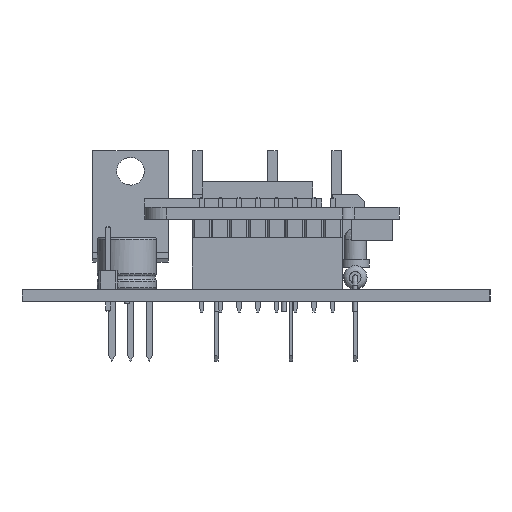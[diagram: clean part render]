
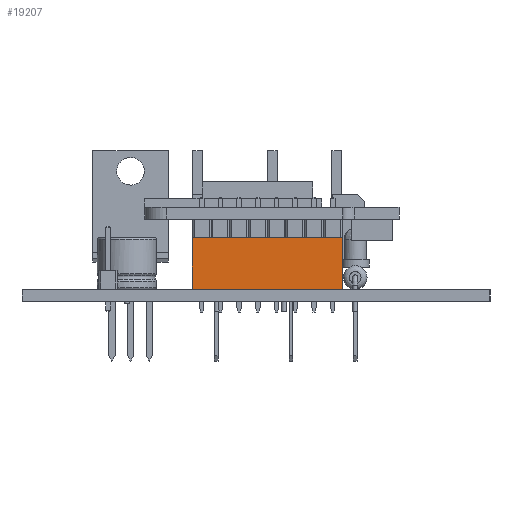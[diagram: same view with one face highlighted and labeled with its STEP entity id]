
A CAD part, left-side view. The second image highlights one B-rep face of the part: STEP entity #19207.
In plain terms, the highlighted free-form (B-spline) face has degree [1, 1] with [2, 2] control points.
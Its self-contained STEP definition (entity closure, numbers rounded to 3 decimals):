
#16399 = B_SPLINE_SURFACE_WITH_KNOTS('',1,1,(
    (#16400,#16401)
    ,(#16402,#16403
    )),.UNSPECIFIED.,.F.,.F.,.F.,(2,2),(2,2),(0.,2.54),(-7.,0.),
  .PIECEWISE_BEZIER_KNOTS.);
#16400 = CARTESIAN_POINT('',(-1.27,-19.05,7.));
#16401 = CARTESIAN_POINT('',(-1.27,-19.05,0.));
#16402 = CARTESIAN_POINT('',(1.27,-19.05,7.));
#16403 = CARTESIAN_POINT('',(1.27,-19.05,0.));
#16424 = B_SPLINE_SURFACE_WITH_KNOTS('',1,1,(
    (#16425,#16426)
    ,(#16427,#16428
  )),.UNSPECIFIED.,.F.,.F.,.F.,(2,2),(2,2),(-20.32,0.),(
    0.,2.54),.PIECEWISE_BEZIER_KNOTS.);
#16425 = CARTESIAN_POINT('',(1.27,1.27,7.));
#16426 = CARTESIAN_POINT('',(-1.27,1.27,7.));
#16427 = CARTESIAN_POINT('',(1.27,-19.05,7.));
#16428 = CARTESIAN_POINT('',(-1.27,-19.05,7.));
#16449 = B_SPLINE_SURFACE_WITH_KNOTS('',1,1,(
    (#16450,#16451)
    ,(#16452,#16453
    )),.UNSPECIFIED.,.F.,.F.,.F.,(2,2),(2,2),(0.,2.54),(-7.,0.),
  .PIECEWISE_BEZIER_KNOTS.);
#16450 = CARTESIAN_POINT('',(1.27,1.27,7.));
#16451 = CARTESIAN_POINT('',(1.27,1.27,0.));
#16452 = CARTESIAN_POINT('',(-1.27,1.27,7.));
#16453 = CARTESIAN_POINT('',(-1.27,1.27,0.));
#16487 = VERTEX_POINT('',#16488);
#16488 = CARTESIAN_POINT('',(-1.27,-19.05,0.));
#16502 = B_SPLINE_SURFACE_WITH_KNOTS('',1,1,(
    (#16503,#16504)
    ,(#16505,#16506
  )),.UNSPECIFIED.,.F.,.F.,.F.,(2,2),(2,2),(-20.32,0.),(2.117,
    2.54),.PIECEWISE_BEZIER_KNOTS.);
#16503 = CARTESIAN_POINT('',(-0.847,1.27,0.));
#16504 = CARTESIAN_POINT('',(-1.27,1.27,0.));
#16505 = CARTESIAN_POINT('',(-0.847,-19.05,0.));
#16506 = CARTESIAN_POINT('',(-1.27,-19.05,0.));
#16513 = EDGE_CURVE('',#16487,#16514,#16516,.T.);
#16514 = VERTEX_POINT('',#16515);
#16515 = CARTESIAN_POINT('',(-1.27,-19.05,7.));
#16516 = SURFACE_CURVE('',#16517,(#16520,#16526),.PCURVE_S1.);
#16517 = B_SPLINE_CURVE_WITH_KNOTS('',1,(#16518,#16519),.UNSPECIFIED.,
  .F.,.F.,(2,2),(0.,7.),.PIECEWISE_BEZIER_KNOTS.);
#16518 = CARTESIAN_POINT('',(-1.27,-19.05,0.));
#16519 = CARTESIAN_POINT('',(-1.27,-19.05,7.));
#16520 = PCURVE('',#16399,#16521);
#16521 = DEFINITIONAL_REPRESENTATION('',(#16522),#16525);
#16522 = B_SPLINE_CURVE_WITH_KNOTS('',1,(#16523,#16524),.UNSPECIFIED.,
  .F.,.F.,(2,2),(0.,7.),.PIECEWISE_BEZIER_KNOTS.);
#16523 = CARTESIAN_POINT('',(0.,0.));
#16524 = CARTESIAN_POINT('',(0.,-7.));
#16525 = ( GEOMETRIC_REPRESENTATION_CONTEXT(2) 
PARAMETRIC_REPRESENTATION_CONTEXT() REPRESENTATION_CONTEXT('2D SPACE',''
  ) );
#16526 = PCURVE('',#16527,#16532);
#16527 = B_SPLINE_SURFACE_WITH_KNOTS('',1,1,(
    (#16528,#16529)
    ,(#16530,#16531
    )),.UNSPECIFIED.,.F.,.F.,.F.,(2,2),(2,2),(0.,20.32),(-7.,0.),
  .PIECEWISE_BEZIER_KNOTS.);
#16528 = CARTESIAN_POINT('',(-1.27,1.27,7.));
#16529 = CARTESIAN_POINT('',(-1.27,1.27,0.));
#16530 = CARTESIAN_POINT('',(-1.27,-19.05,7.));
#16531 = CARTESIAN_POINT('',(-1.27,-19.05,0.));
#16532 = DEFINITIONAL_REPRESENTATION('',(#16533),#16536);
#16533 = B_SPLINE_CURVE_WITH_KNOTS('',1,(#16534,#16535),.UNSPECIFIED.,
  .F.,.F.,(2,2),(0.,7.),.PIECEWISE_BEZIER_KNOTS.);
#16534 = CARTESIAN_POINT('',(20.32,-0.));
#16535 = CARTESIAN_POINT('',(20.32,-7.));
#16536 = ( GEOMETRIC_REPRESENTATION_CONTEXT(2) 
PARAMETRIC_REPRESENTATION_CONTEXT() REPRESENTATION_CONTEXT('2D SPACE',''
  ) );
#16675 = VERTEX_POINT('',#16676);
#16676 = CARTESIAN_POINT('',(-1.27,1.27,7.));
#16694 = EDGE_CURVE('',#16695,#16675,#16697,.T.);
#16695 = VERTEX_POINT('',#16696);
#16696 = CARTESIAN_POINT('',(-1.27,1.27,0.));
#16697 = SURFACE_CURVE('',#16698,(#16701,#16707),.PCURVE_S1.);
#16698 = B_SPLINE_CURVE_WITH_KNOTS('',1,(#16699,#16700),.UNSPECIFIED.,
  .F.,.F.,(2,2),(0.,7.),.PIECEWISE_BEZIER_KNOTS.);
#16699 = CARTESIAN_POINT('',(-1.27,1.27,0.));
#16700 = CARTESIAN_POINT('',(-1.27,1.27,7.));
#16701 = PCURVE('',#16449,#16702);
#16702 = DEFINITIONAL_REPRESENTATION('',(#16703),#16706);
#16703 = B_SPLINE_CURVE_WITH_KNOTS('',1,(#16704,#16705),.UNSPECIFIED.,
  .F.,.F.,(2,2),(0.,7.),.PIECEWISE_BEZIER_KNOTS.);
#16704 = CARTESIAN_POINT('',(2.54,-0.));
#16705 = CARTESIAN_POINT('',(2.54,-7.));
#16706 = ( GEOMETRIC_REPRESENTATION_CONTEXT(2) 
PARAMETRIC_REPRESENTATION_CONTEXT() REPRESENTATION_CONTEXT('2D SPACE',''
  ) );
#16707 = PCURVE('',#16527,#16708);
#16708 = DEFINITIONAL_REPRESENTATION('',(#16709),#16712);
#16709 = B_SPLINE_CURVE_WITH_KNOTS('',1,(#16710,#16711),.UNSPECIFIED.,
  .F.,.F.,(2,2),(0.,7.),.PIECEWISE_BEZIER_KNOTS.);
#16710 = CARTESIAN_POINT('',(0.,0.));
#16711 = CARTESIAN_POINT('',(0.,-7.));
#16712 = ( GEOMETRIC_REPRESENTATION_CONTEXT(2) 
PARAMETRIC_REPRESENTATION_CONTEXT() REPRESENTATION_CONTEXT('2D SPACE',''
  ) );
#16821 = EDGE_CURVE('',#16675,#16514,#16822,.T.);
#16822 = SURFACE_CURVE('',#16823,(#16826,#16832),.PCURVE_S1.);
#16823 = B_SPLINE_CURVE_WITH_KNOTS('',1,(#16824,#16825),.UNSPECIFIED.,
  .F.,.F.,(2,2),(0.,20.32),.PIECEWISE_BEZIER_KNOTS.);
#16824 = CARTESIAN_POINT('',(-1.27,1.27,7.));
#16825 = CARTESIAN_POINT('',(-1.27,-19.05,7.));
#16826 = PCURVE('',#16424,#16827);
#16827 = DEFINITIONAL_REPRESENTATION('',(#16828),#16831);
#16828 = B_SPLINE_CURVE_WITH_KNOTS('',1,(#16829,#16830),.UNSPECIFIED.,
  .F.,.F.,(2,2),(0.,20.32),.PIECEWISE_BEZIER_KNOTS.);
#16829 = CARTESIAN_POINT('',(-20.32,2.54));
#16830 = CARTESIAN_POINT('',(0.,2.54));
#16831 = ( GEOMETRIC_REPRESENTATION_CONTEXT(2) 
PARAMETRIC_REPRESENTATION_CONTEXT() REPRESENTATION_CONTEXT('2D SPACE',''
  ) );
#16832 = PCURVE('',#16527,#16833);
#16833 = DEFINITIONAL_REPRESENTATION('',(#16834),#16837);
#16834 = B_SPLINE_CURVE_WITH_KNOTS('',1,(#16835,#16836),.UNSPECIFIED.,
  .F.,.F.,(2,2),(0.,20.32),.PIECEWISE_BEZIER_KNOTS.);
#16835 = CARTESIAN_POINT('',(0.,-7.));
#16836 = CARTESIAN_POINT('',(20.32,-7.));
#16837 = ( GEOMETRIC_REPRESENTATION_CONTEXT(2) 
PARAMETRIC_REPRESENTATION_CONTEXT() REPRESENTATION_CONTEXT('2D SPACE',''
  ) );
#17678 = EDGE_CURVE('',#16695,#16487,#17679,.T.);
#17679 = SURFACE_CURVE('',#17680,(#17683,#17689),.PCURVE_S1.);
#17680 = B_SPLINE_CURVE_WITH_KNOTS('',1,(#17681,#17682),.UNSPECIFIED.,
  .F.,.F.,(2,2),(0.,20.32),.PIECEWISE_BEZIER_KNOTS.);
#17681 = CARTESIAN_POINT('',(-1.27,1.27,0.));
#17682 = CARTESIAN_POINT('',(-1.27,-19.05,0.));
#17683 = PCURVE('',#16502,#17684);
#17684 = DEFINITIONAL_REPRESENTATION('',(#17685),#17688);
#17685 = B_SPLINE_CURVE_WITH_KNOTS('',1,(#17686,#17687),.UNSPECIFIED.,
  .F.,.F.,(2,2),(0.,20.32),.PIECEWISE_BEZIER_KNOTS.);
#17686 = CARTESIAN_POINT('',(-20.32,2.54));
#17687 = CARTESIAN_POINT('',(0.,2.54));
#17688 = ( GEOMETRIC_REPRESENTATION_CONTEXT(2) 
PARAMETRIC_REPRESENTATION_CONTEXT() REPRESENTATION_CONTEXT('2D SPACE',''
  ) );
#17689 = PCURVE('',#16527,#17690);
#17690 = DEFINITIONAL_REPRESENTATION('',(#17691),#17694);
#17691 = B_SPLINE_CURVE_WITH_KNOTS('',1,(#17692,#17693),.UNSPECIFIED.,
  .F.,.F.,(2,2),(0.,20.32),.PIECEWISE_BEZIER_KNOTS.);
#17692 = CARTESIAN_POINT('',(0.,0.));
#17693 = CARTESIAN_POINT('',(20.32,-0.));
#17694 = ( GEOMETRIC_REPRESENTATION_CONTEXT(2) 
PARAMETRIC_REPRESENTATION_CONTEXT() REPRESENTATION_CONTEXT('2D SPACE',''
  ) );
#19207 = ADVANCED_FACE('',(#19208),#16527,.F.);
#19208 = FACE_BOUND('',#19209,.F.);
#19209 = EDGE_LOOP('',(#19210,#19211,#19212,#19213));
#19210 = ORIENTED_EDGE('',*,*,#16694,.T.);
#19211 = ORIENTED_EDGE('',*,*,#16821,.T.);
#19212 = ORIENTED_EDGE('',*,*,#16513,.F.);
#19213 = ORIENTED_EDGE('',*,*,#17678,.F.);
